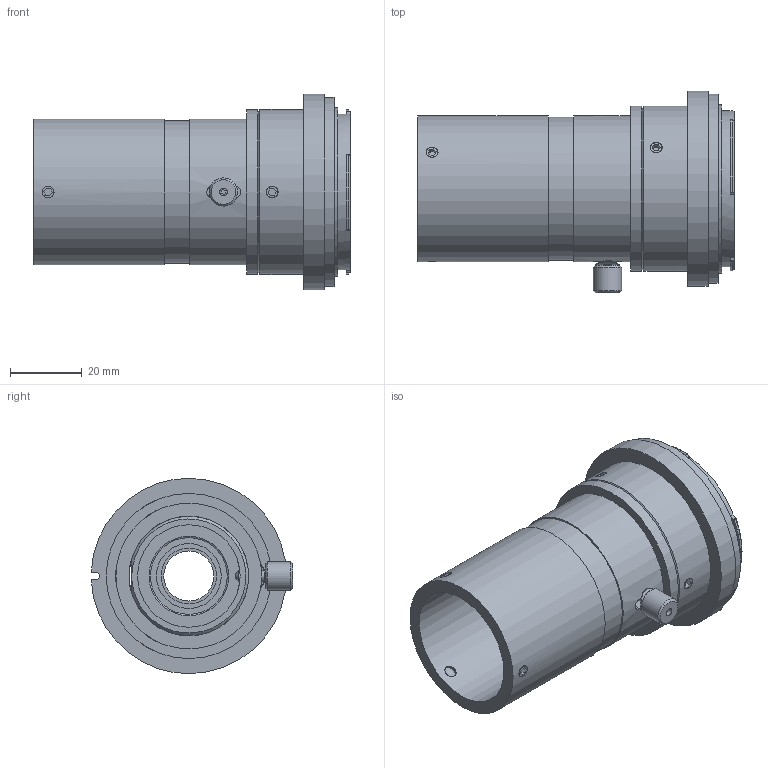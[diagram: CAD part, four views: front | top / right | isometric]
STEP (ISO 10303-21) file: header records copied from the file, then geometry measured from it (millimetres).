
FILE_DESCRIPTION((''),'2;1');
FILE_NAME('63218_0.stp','2010-03-31T12:37:22',('Cannarozzo'),(''),'Autodesk Inventor 2010','Autodesk Inventor 2010','');
FILE_SCHEMA(('AUTOMOTIVE_DESIGN { 1 0 10303 214 1 1 1 1 }'));
Length unit declared in the file: inch
Products named in the file (10): Assembly2 (LevelofDetail1); 63218 (~1); 63511; 60148; 7105; 7004; 63514; 62923; 7141; 63513
Assembly tree (15 placements, depth 3):
  Assembly2 (LevelofDetail1)
    63218 (~1)
      63511
      60148
      7105
      7004  x7
      63514
      62923
      7141
      63513
Bounding box: 88.15 x 56.15 x 54.42 mm (x, y, z)
Volume: 58935.1 mm3; surface area: 40713.8 mm2
Topology: 14 solids, 14 shells, 197 faces, 442 edges, 295 vertices
Faces by surface type: plane 107, cylinder 58, cone 21, sphere 7, bspline 4
Full cylindrical faces by diameter (mm): 2.159 x1, 2.845 x1, 3.302 x6, 3.48 x1, 4.166 x7, 6.35 x1, 7.874 x1, 13.97 x1, 15.494 x1, 18.059 x1, 21.387 x1, 22.25 x1, 28.575 x2, 33.35 x1, 37.084 x1, 39.878 x1, 40.488 x1, 40.64 x2, 41.504 x1, 41.593 x1, 41.656 x1, 41.999 x1, 43.459 x1, 46.025 x2, 46.965 x1
Entity records: 4639 total; most frequent: CARTESIAN_POINT 1523, DIRECTION 595, ORIENTED_EDGE 486, AXIS2_PLACEMENT_3D 255, EDGE_CURVE 243, EDGE_LOOP 226, VERTEX_POINT 193, FACE_OUTER_BOUND 131
